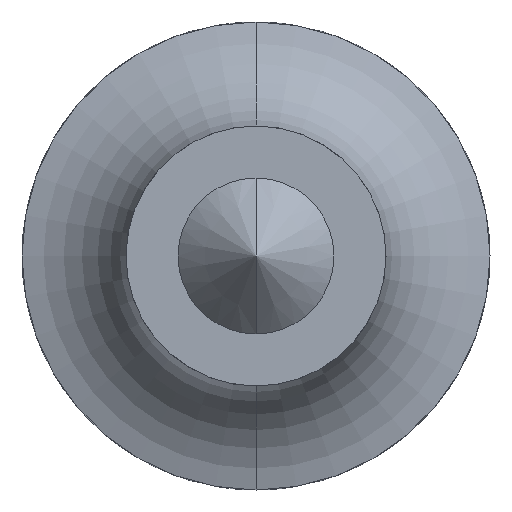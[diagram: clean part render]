
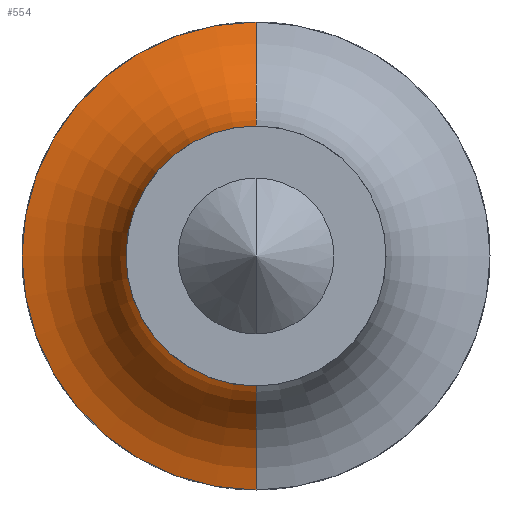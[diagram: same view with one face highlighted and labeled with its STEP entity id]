
A CAD part, front view. The second image highlights one B-rep face of the part: STEP entity #554.
In plain terms, the highlighted toroidal (fillet/blend) face has major radius 9.915 mm and minor radius 5 mm.
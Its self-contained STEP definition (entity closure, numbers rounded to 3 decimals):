
#32 = EDGE_CURVE ( 'NONE', #714, #715, #589, .T. ) ;
#33 = EDGE_CURVE ( 'NONE', #714, #716, #646, .T. ) ;
#41 = EDGE_CURVE ( 'NONE', #715, #722, #605, .T. ) ;
#42 = EDGE_CURVE ( 'NONE', #716, #722, #602, .T. ) ;
#149 = CARTESIAN_POINT ( 'NONE',  ( 0., 43., 0. ) ) ;
#150 = DIRECTION ( 'NONE',  ( 0., 1., 0. ) ) ;
#151 = DIRECTION ( 'NONE',  ( 0., 0., 1. ) ) ;
#152 = CARTESIAN_POINT ( 'NONE',  ( 0., 38.085, -9.915 ) ) ;
#153 = DIRECTION ( 'NONE',  ( 1., 0., 0. ) ) ;
#154 = DIRECTION ( 'NONE',  ( 0., 0., -1. ) ) ;
#284 = ORIENTED_EDGE ( 'NONE', *, *, #41, .F. ) ;
#285 = ORIENTED_EDGE ( 'NONE', *, *, #33, .T. ) ;
#286 = ORIENTED_EDGE ( 'NONE', *, *, #42, .T. ) ;
#287 = ORIENTED_EDGE ( 'NONE', *, *, #32, .F. ) ;
#334 = EDGE_LOOP ( 'NONE', ( #287, #285, #286, #284 ) ) ;
#382 = FACE_OUTER_BOUND ( 'NONE', #334, .T. ) ;
#420 = CARTESIAN_POINT ( 'NONE',  ( 0., 43., -9. ) ) ;
#421 = CARTESIAN_POINT ( 'NONE',  ( 0., 43., 9. ) ) ;
#422 = CARTESIAN_POINT ( 'NONE',  ( 0., 39., -5. ) ) ;
#428 = CARTESIAN_POINT ( 'NONE',  ( 0., 39., 5. ) ) ;
#554 = ADVANCED_FACE ( 'NONE', ( #382 ), #632, .F. ) ;
#589 = CIRCLE ( 'NONE', #594, 9. ) ;
#594 = AXIS2_PLACEMENT_3D ( 'NONE', #149, #150, #151 ) ;
#601 = AXIS2_PLACEMENT_3D ( 'NONE', #152, #153, #154 ) ;
#602 = CIRCLE ( 'NONE', #608, 5. ) ;
#605 = CIRCLE ( 'NONE', #649, 5. ) ;
#608 = AXIS2_PLACEMENT_3D ( 'NONE', #873, #874, #875 ) ;
#622 = AXIS2_PLACEMENT_3D ( 'NONE', #963, #964, #965 ) ;
#632 = TOROIDAL_SURFACE ( 'NONE', #622, 9.915, 5. ) ;
#646 = CIRCLE ( 'NONE', #601, 5. ) ;
#649 = AXIS2_PLACEMENT_3D ( 'NONE', #870, #871, #872 ) ;
#714 = VERTEX_POINT ( 'NONE', #420 ) ;
#715 = VERTEX_POINT ( 'NONE', #421 ) ;
#716 = VERTEX_POINT ( 'NONE', #422 ) ;
#722 = VERTEX_POINT ( 'NONE', #428 ) ;
#870 = CARTESIAN_POINT ( 'NONE',  ( 0., 38.085, 9.915 ) ) ;
#871 = DIRECTION ( 'NONE',  ( -1., 0., 0. ) ) ;
#872 = DIRECTION ( 'NONE',  ( 0., 0., 1. ) ) ;
#873 = CARTESIAN_POINT ( 'NONE',  ( 0., 39., 0. ) ) ;
#874 = DIRECTION ( 'NONE',  ( 0., 1., 0. ) ) ;
#875 = DIRECTION ( 'NONE',  ( 0., 0., 1. ) ) ;
#963 = CARTESIAN_POINT ( 'NONE',  ( 0., 38.085, 0. ) ) ;
#964 = DIRECTION ( 'NONE',  ( 0., 1., 0. ) ) ;
#965 = DIRECTION ( 'NONE',  ( 0., 0., 1. ) ) ;
